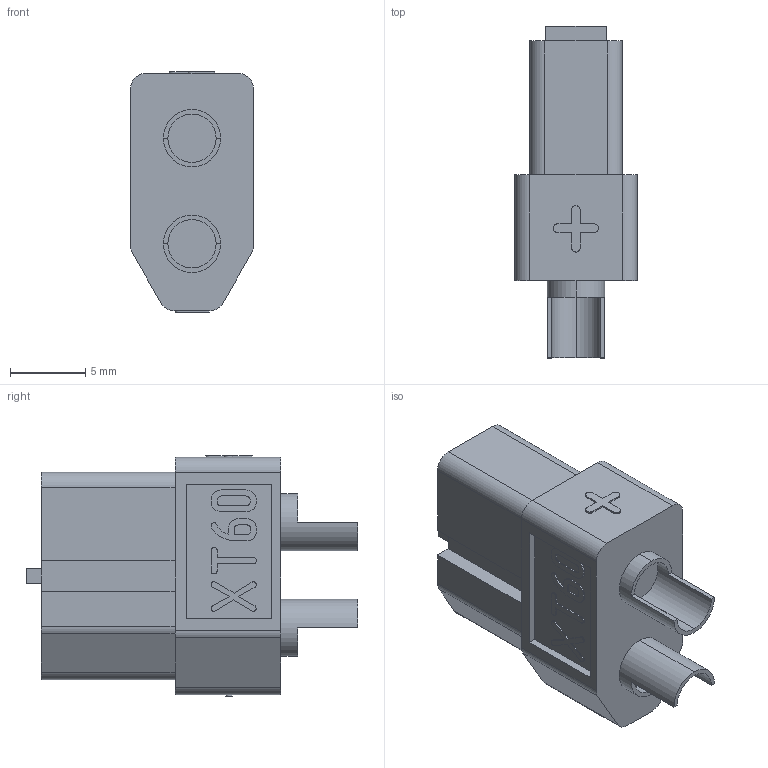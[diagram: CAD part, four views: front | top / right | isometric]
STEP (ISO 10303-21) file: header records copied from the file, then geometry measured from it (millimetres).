
FILE_DESCRIPTION (( 'STEP AP214' ), '1' );
FILE_NAME ('AAC6A6DE-EDF7-4D51-8AF4-D35248DF58A7.STEP', '2023-08-23T15:41:58', ( '' ), ( '' ), 'SwSTEP 2.0', 'SolidWorks 2022', '' );
FILE_SCHEMA (( 'AUTOMOTIVE_DESIGN' ));
Length unit declared in the file: millimetre
Products named in the file (1): AAC6A6DE-EDF7-4D51-8AF4-D35248DF58A7
Bounding box: 8.13 x 22 x 15.94 mm (x, y, z)
Volume: 1327.6 mm3; surface area: 1768.2 mm2
Topology: 3 solids, 3 shells, 257 faces, 696 edges, 464 vertices
Faces by surface type: plane 132, bspline 93, cylinder 32
Entity records: 13423 total; most frequent: CARTESIAN_POINT 4623, ORIENTED_EDGE 1392, DIRECTION 912, EDGE_CURVE 696, VERTEX_POINT 464, VECTOR 438, LINE 438, EDGE_LOOP 280
